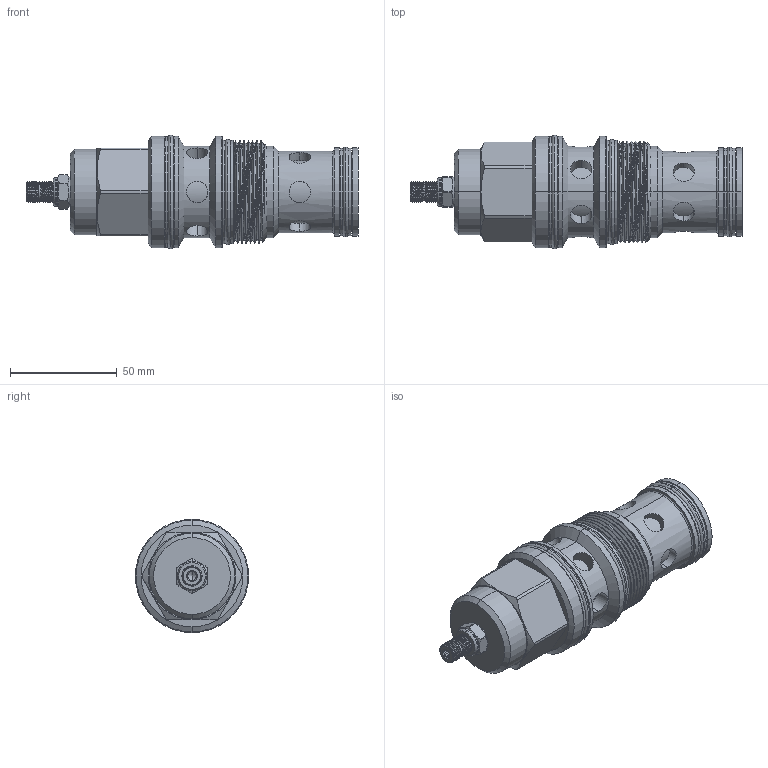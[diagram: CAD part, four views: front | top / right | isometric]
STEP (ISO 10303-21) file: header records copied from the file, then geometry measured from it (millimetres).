
FILE_DESCRIPTION (( 'STEP AP203' ), '1' );
FILE_NAME ('FR19A3A-L.STEP', '2016-05-24T08:43:31', ( '' ), ( '' ), 'SwSTEP 2.0', 'SolidWorks 2012', '' );
FILE_SCHEMA (( 'CONFIG_CONTROL_DESIGN' ));
Length unit declared in the file: millimetre
Products named in the file (1): FR19A3A-L
Bounding box: 155.47 x 53.11 x 53.11 mm (x, y, z)
Volume: 194756.5 mm3; surface area: 37489.3 mm2
Topology: 8 solids, 9 shells, 302 faces, 694 edges, 432 vertices
Faces by surface type: cylinder 150, plane 59, cone 44, torus 40, bspline 9
Entity records: 19174 total; most frequent: CARTESIAN_POINT 12533, ORIENTED_EDGE 1384, DIRECTION 1361, EDGE_CURVE 692, AXIS2_PLACEMENT_3D 568, VERTEX_POINT 432, EDGE_LOOP 338, ADVANCED_FACE 302
